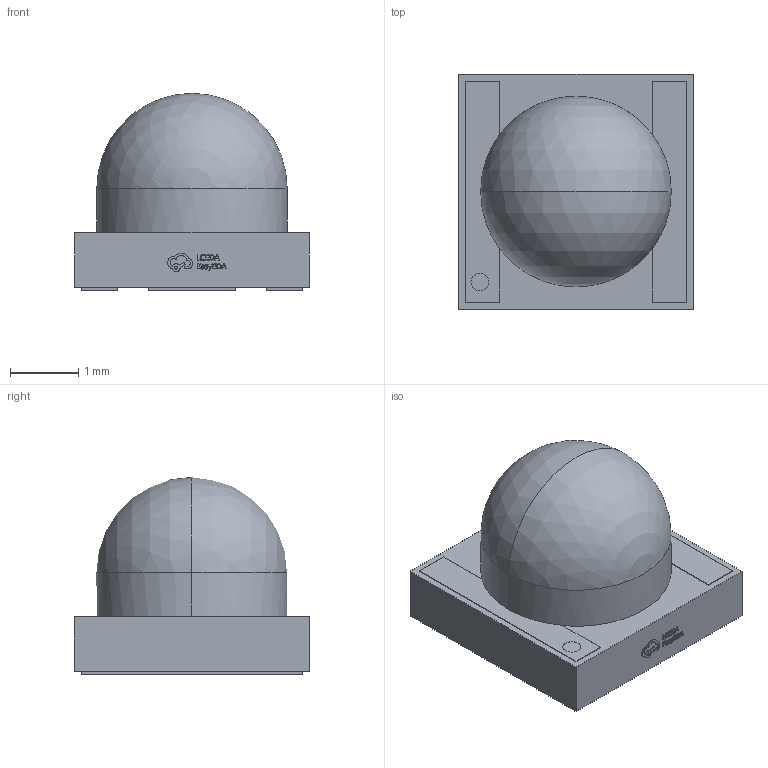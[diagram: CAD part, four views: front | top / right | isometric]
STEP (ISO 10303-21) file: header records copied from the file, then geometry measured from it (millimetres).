
FILE_DESCRIPTION (( 'STEP AP214' ), '1' );
FILE_NAME ('LED-SMD_3P-L3.5-W3.5-R-RD-C.step', '2022-07-08T11:56:50', ( '' ), ( '' ), 'SwSTEP 2.0', 'SolidWorks 2020', '' );
FILE_SCHEMA (( 'AUTOMOTIVE_DESIGN' ));
Length unit declared in the file: millimetre
Products named in the file (1): LED-SMD_3P-L3.5-W3.5-R-RD-C
Bounding box: 3.45 x 3.46 x 2.9 mm (x, y, z)
Volume: 19.7 mm3; surface area: 48.1 mm2
Topology: 1 solids, 1 shells, 322 faces, 870 edges, 579 vertices
Faces by surface type: plane 204, bspline 112, cylinder 4, sphere 2
Entity records: 14292 total; most frequent: CARTESIAN_POINT 3484, ORIENTED_EDGE 1732, DIRECTION 1031, EDGE_CURVE 866, VECTOR 581, LINE 581, VERTEX_POINT 577, EDGE_LOOP 353
